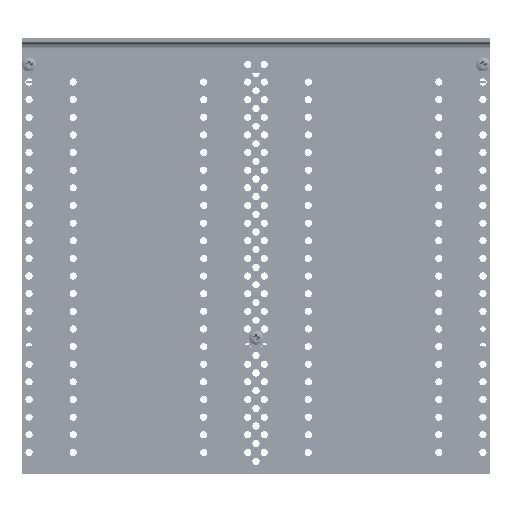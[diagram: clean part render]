
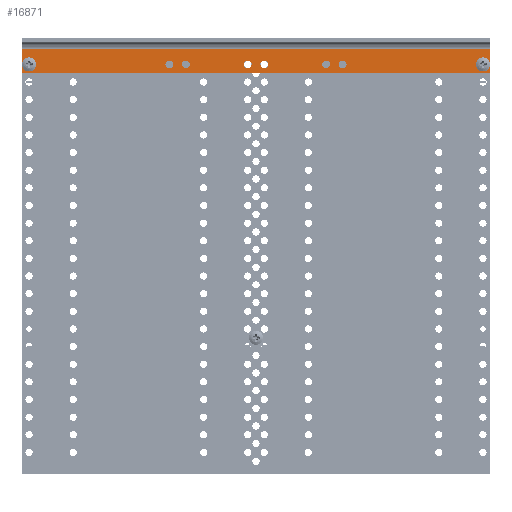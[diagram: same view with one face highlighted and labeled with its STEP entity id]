
A CAD part, left-side view. The second image highlights one B-rep face of the part: STEP entity #16871.
In plain terms, the highlighted face is planar.
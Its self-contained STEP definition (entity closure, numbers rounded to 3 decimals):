
#15671=DIRECTION('',(0.,1.,0.));
#15672=VECTOR('',#15671,13.5);
#15673=CARTESIAN_POINT('',(7.3,6.5,-132.675));
#15674=LINE('',#15673,#15672);
#15757=DIRECTION('',(0.,1.,0.));
#15758=VECTOR('',#15757,13.5);
#15759=CARTESIAN_POINT('',(7.3,6.5,132.675));
#15760=LINE('',#15759,#15758);
#15957=DIRECTION('',(0.,0.,1.));
#15958=VECTOR('',#15957,265.35);
#15959=CARTESIAN_POINT('',(7.3,6.5,-132.675));
#15960=LINE('',#15959,#15958);
#15975=CARTESIAN_POINT('',(7.3,15.25,-128.675));
#15976=DIRECTION('',(-1.,0.,0.));
#15977=DIRECTION('',(0.,-1.,0.));
#15978=AXIS2_PLACEMENT_3D('',#15975,#15976,#15977);
#15980=CARTESIAN_POINT('',(7.3,15.25,-128.675));
#15981=DIRECTION('',(-1.,0.,0.));
#15982=DIRECTION('',(0.,1.,0.));
#15983=AXIS2_PLACEMENT_3D('',#15980,#15981,#15982);
#15985=CARTESIAN_POINT('',(7.3,15.25,128.675));
#15986=DIRECTION('',(1.,0.,0.));
#15987=DIRECTION('',(0.,-1.,0.));
#15988=AXIS2_PLACEMENT_3D('',#15985,#15986,#15987);
#15990=CARTESIAN_POINT('',(7.3,15.25,128.675));
#15991=DIRECTION('',(1.,0.,0.));
#15992=DIRECTION('',(0.,1.,0.));
#15993=AXIS2_PLACEMENT_3D('',#15990,#15991,#15992);
#15995=CARTESIAN_POINT('',(7.3,15.25,49.125));
#15996=DIRECTION('',(1.,0.,0.));
#15997=DIRECTION('',(0.,-1.,0.));
#15998=AXIS2_PLACEMENT_3D('',#15995,#15996,#15997);
#16000=CARTESIAN_POINT('',(7.3,15.25,49.125));
#16001=DIRECTION('',(1.,0.,0.));
#16002=DIRECTION('',(0.,1.,0.));
#16003=AXIS2_PLACEMENT_3D('',#16000,#16001,#16002);
#16005=CARTESIAN_POINT('',(7.3,15.25,39.775));
#16006=DIRECTION('',(1.,0.,0.));
#16007=DIRECTION('',(0.,-1.,0.));
#16008=AXIS2_PLACEMENT_3D('',#16005,#16006,#16007);
#16010=CARTESIAN_POINT('',(7.3,15.25,39.775));
#16011=DIRECTION('',(1.,0.,0.));
#16012=DIRECTION('',(0.,1.,0.));
#16013=AXIS2_PLACEMENT_3D('',#16010,#16011,#16012);
#16015=CARTESIAN_POINT('',(7.3,15.25,-39.775));
#16016=DIRECTION('',(1.,0.,0.));
#16017=DIRECTION('',(0.,-1.,0.));
#16018=AXIS2_PLACEMENT_3D('',#16015,#16016,#16017);
#16020=CARTESIAN_POINT('',(7.3,15.25,-39.775));
#16021=DIRECTION('',(1.,0.,0.));
#16022=DIRECTION('',(0.,1.,0.));
#16023=AXIS2_PLACEMENT_3D('',#16020,#16021,#16022);
#16025=CARTESIAN_POINT('',(7.3,15.25,-49.125));
#16026=DIRECTION('',(1.,0.,0.));
#16027=DIRECTION('',(0.,-1.,0.));
#16028=AXIS2_PLACEMENT_3D('',#16025,#16026,#16027);
#16030=CARTESIAN_POINT('',(7.3,15.25,-49.125));
#16031=DIRECTION('',(1.,0.,0.));
#16032=DIRECTION('',(0.,1.,0.));
#16033=AXIS2_PLACEMENT_3D('',#16030,#16031,#16032);
#16035=CARTESIAN_POINT('',(7.3,15.25,4.675));
#16036=DIRECTION('',(1.,0.,0.));
#16037=DIRECTION('',(0.,-1.,0.));
#16038=AXIS2_PLACEMENT_3D('',#16035,#16036,#16037);
#16040=CARTESIAN_POINT('',(7.3,15.25,4.675));
#16041=DIRECTION('',(1.,0.,0.));
#16042=DIRECTION('',(0.,1.,0.));
#16043=AXIS2_PLACEMENT_3D('',#16040,#16041,#16042);
#16045=CARTESIAN_POINT('',(7.3,15.25,-4.675));
#16046=DIRECTION('',(1.,0.,0.));
#16047=DIRECTION('',(0.,-1.,0.));
#16048=AXIS2_PLACEMENT_3D('',#16045,#16046,#16047);
#16050=CARTESIAN_POINT('',(7.3,15.25,-4.675));
#16051=DIRECTION('',(1.,0.,0.));
#16052=DIRECTION('',(0.,1.,0.));
#16053=AXIS2_PLACEMENT_3D('',#16050,#16051,#16052);
#16159=DIRECTION('',(0.,0.,-1.));
#16160=VECTOR('',#16159,265.35);
#16161=CARTESIAN_POINT('',(7.3,20.,132.675));
#16162=LINE('',#16161,#16160);
#16325=CARTESIAN_POINT('',(7.3,20.,132.675));
#16327=VERTEX_POINT('',#16325);
#16329=CARTESIAN_POINT('',(7.3,20.,-132.675));
#16331=VERTEX_POINT('',#16329);
#16333=CARTESIAN_POINT('',(7.3,13.05,-128.675));
#16334=CARTESIAN_POINT('',(7.3,17.45,-128.675));
#16335=VERTEX_POINT('',#16333);
#16336=VERTEX_POINT('',#16334);
#16341=CARTESIAN_POINT('',(7.3,13.05,128.675));
#16342=CARTESIAN_POINT('',(7.3,17.45,128.675));
#16343=VERTEX_POINT('',#16341);
#16344=VERTEX_POINT('',#16342);
#16381=CARTESIAN_POINT('',(7.3,13.05,49.125));
#16382=VERTEX_POINT('',#16381);
#16383=CARTESIAN_POINT('',(7.3,17.45,49.125));
#16384=VERTEX_POINT('',#16383);
#16389=CARTESIAN_POINT('',(7.3,13.05,39.775));
#16390=VERTEX_POINT('',#16389);
#16391=CARTESIAN_POINT('',(7.3,17.45,39.775));
#16392=VERTEX_POINT('',#16391);
#16397=CARTESIAN_POINT('',(7.3,13.05,-39.775));
#16398=VERTEX_POINT('',#16397);
#16399=CARTESIAN_POINT('',(7.3,17.45,-39.775));
#16400=VERTEX_POINT('',#16399);
#16405=CARTESIAN_POINT('',(7.3,13.05,-49.125));
#16406=VERTEX_POINT('',#16405);
#16407=CARTESIAN_POINT('',(7.3,17.45,-49.125));
#16408=VERTEX_POINT('',#16407);
#16413=CARTESIAN_POINT('',(7.3,13.05,4.675));
#16414=VERTEX_POINT('',#16413);
#16415=CARTESIAN_POINT('',(7.3,17.45,4.675));
#16416=VERTEX_POINT('',#16415);
#16421=CARTESIAN_POINT('',(7.3,13.05,-4.675));
#16422=VERTEX_POINT('',#16421);
#16423=CARTESIAN_POINT('',(7.3,17.45,-4.675));
#16424=VERTEX_POINT('',#16423);
#16501=CARTESIAN_POINT('',(7.3,6.5,-132.675));
#16502=CARTESIAN_POINT('',(7.3,6.5,132.675));
#16503=VERTEX_POINT('',#16501);
#16504=VERTEX_POINT('',#16502);
#16811=CARTESIAN_POINT('',(7.3,2.5,132.675));
#16812=DIRECTION('',(1.,0.,0.));
#16813=DIRECTION('',(0.,1.,0.));
#16814=AXIS2_PLACEMENT_3D('',#16811,#16812,#16813);
#16815=PLANE('',#16814);
#16816=ORIENTED_EDGE('',*,*,#16623,.T.);
#16818=ORIENTED_EDGE('',*,*,#16817,.T.);
#16819=ORIENTED_EDGE('',*,*,#16544,.F.);
#16820=ORIENTED_EDGE('',*,*,#16803,.T.);
#16821=EDGE_LOOP('',(#16816,#16818,#16819,#16820));
#16822=FACE_OUTER_BOUND('',#16821,.F.);
#16824=ORIENTED_EDGE('',*,*,#16823,.F.);
#16826=ORIENTED_EDGE('',*,*,#16825,.F.);
#16827=EDGE_LOOP('',(#16824,#16826));
#16828=FACE_BOUND('',#16827,.F.);
#16830=ORIENTED_EDGE('',*,*,#16829,.T.);
#16832=ORIENTED_EDGE('',*,*,#16831,.T.);
#16833=EDGE_LOOP('',(#16830,#16832));
#16834=FACE_BOUND('',#16833,.F.);
#16836=ORIENTED_EDGE('',*,*,#16835,.T.);
#16838=ORIENTED_EDGE('',*,*,#16837,.T.);
#16839=EDGE_LOOP('',(#16836,#16838));
#16840=FACE_BOUND('',#16839,.F.);
#16842=ORIENTED_EDGE('',*,*,#16841,.T.);
#16844=ORIENTED_EDGE('',*,*,#16843,.T.);
#16845=EDGE_LOOP('',(#16842,#16844));
#16846=FACE_BOUND('',#16845,.F.);
#16848=ORIENTED_EDGE('',*,*,#16847,.T.);
#16850=ORIENTED_EDGE('',*,*,#16849,.T.);
#16851=EDGE_LOOP('',(#16848,#16850));
#16852=FACE_BOUND('',#16851,.F.);
#16854=ORIENTED_EDGE('',*,*,#16853,.T.);
#16856=ORIENTED_EDGE('',*,*,#16855,.T.);
#16857=EDGE_LOOP('',(#16854,#16856));
#16858=FACE_BOUND('',#16857,.F.);
#16860=ORIENTED_EDGE('',*,*,#16859,.T.);
#16862=ORIENTED_EDGE('',*,*,#16861,.T.);
#16863=EDGE_LOOP('',(#16860,#16862));
#16864=FACE_BOUND('',#16863,.F.);
#16866=ORIENTED_EDGE('',*,*,#16865,.T.);
#16868=ORIENTED_EDGE('',*,*,#16867,.T.);
#16869=EDGE_LOOP('',(#16866,#16868));
#16870=FACE_BOUND('',#16869,.F.);
#16871=ADVANCED_FACE('',(#16822,#16828,#16834,#16840,#16846,#16852,#16858,
#16864,#16870),#16815,.T.);
#15979=CIRCLE('',#15978,2.2);
#15984=CIRCLE('',#15983,2.2);
#15989=CIRCLE('',#15988,2.2);
#15994=CIRCLE('',#15993,2.2);
#15999=CIRCLE('',#15998,2.2);
#16004=CIRCLE('',#16003,2.2);
#16009=CIRCLE('',#16008,2.2);
#16014=CIRCLE('',#16013,2.2);
#16019=CIRCLE('',#16018,2.2);
#16024=CIRCLE('',#16023,2.2);
#16029=CIRCLE('',#16028,2.2);
#16034=CIRCLE('',#16033,2.2);
#16039=CIRCLE('',#16038,2.2);
#16044=CIRCLE('',#16043,2.2);
#16049=CIRCLE('',#16048,2.2);
#16054=CIRCLE('',#16053,2.2);
#16544=EDGE_CURVE('',#16503,#16331,#15674,.T.);
#16623=EDGE_CURVE('',#16504,#16327,#15760,.T.);
#16803=EDGE_CURVE('',#16503,#16504,#15960,.T.);
#16817=EDGE_CURVE('',#16327,#16331,#16162,.T.);
#16823=EDGE_CURVE('',#16335,#16336,#15979,.T.);
#16825=EDGE_CURVE('',#16336,#16335,#15984,.T.);
#16829=EDGE_CURVE('',#16343,#16344,#15989,.T.);
#16831=EDGE_CURVE('',#16344,#16343,#15994,.T.);
#16835=EDGE_CURVE('',#16382,#16384,#15999,.T.);
#16837=EDGE_CURVE('',#16384,#16382,#16004,.T.);
#16841=EDGE_CURVE('',#16390,#16392,#16009,.T.);
#16843=EDGE_CURVE('',#16392,#16390,#16014,.T.);
#16847=EDGE_CURVE('',#16398,#16400,#16019,.T.);
#16849=EDGE_CURVE('',#16400,#16398,#16024,.T.);
#16853=EDGE_CURVE('',#16406,#16408,#16029,.T.);
#16855=EDGE_CURVE('',#16408,#16406,#16034,.T.);
#16859=EDGE_CURVE('',#16414,#16416,#16039,.T.);
#16861=EDGE_CURVE('',#16416,#16414,#16044,.T.);
#16865=EDGE_CURVE('',#16422,#16424,#16049,.T.);
#16867=EDGE_CURVE('',#16424,#16422,#16054,.T.);
